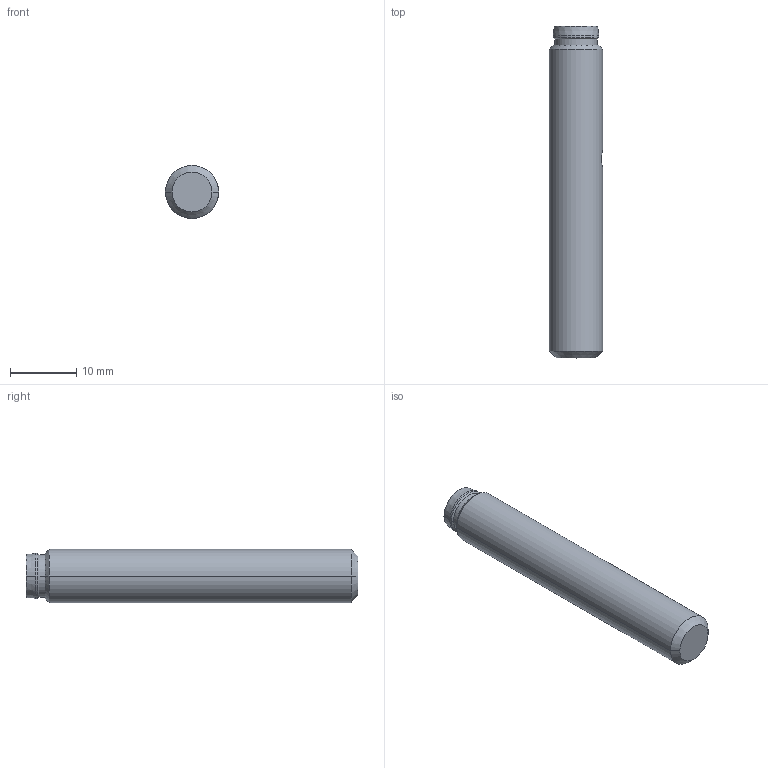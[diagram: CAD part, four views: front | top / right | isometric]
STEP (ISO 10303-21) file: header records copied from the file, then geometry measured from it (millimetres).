
FILE_DESCRIPTION((''),'2;1');
FILE_NAME('DM_CAD-2619','2019-03-18T',('creinig-se'),(''),'PRO/ENGINEER BY PARAMETRIC TECHNOLOGY CORPORATION, 2015440','PRO/ENGINEER BY PARAMETRIC TECHNOLOGY CORPORATION, 2015440','');
FILE_SCHEMA(('CONFIG_CONTROL_DESIGN'));
Length unit declared in the file: millimetre
Products named in the file (1): DM_CAD-2619
Bounding box: 8 x 50 x 8 mm (x, y, z)
Volume: 2446.3 mm3; surface area: 1331.9 mm2
Topology: 1 solids, 1 shells, 20 faces, 95 edges, 84 vertices
Faces by surface type: cone 8, cylinder 8, plane 4
Entity records: 1351 total; most frequent: CARTESIAN_POINT 178, DIRECTION 169, PRESENTATION_STYLE_ASSIGNMENT 110, STYLED_ITEM 109, CURVE_STYLE 102, ORIENTED_EDGE 82, AXIS2_PLACEMENT_3D 57, VECTOR 55
